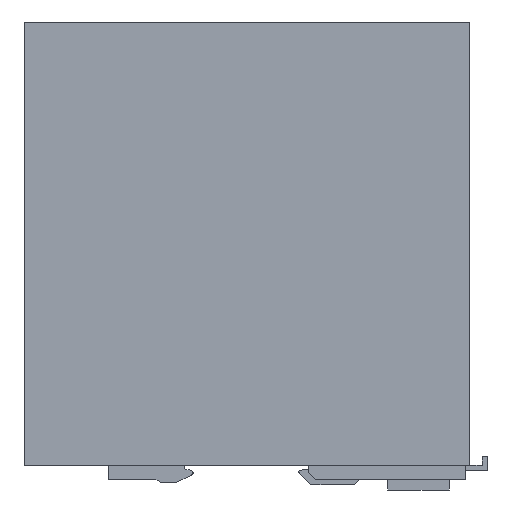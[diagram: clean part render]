
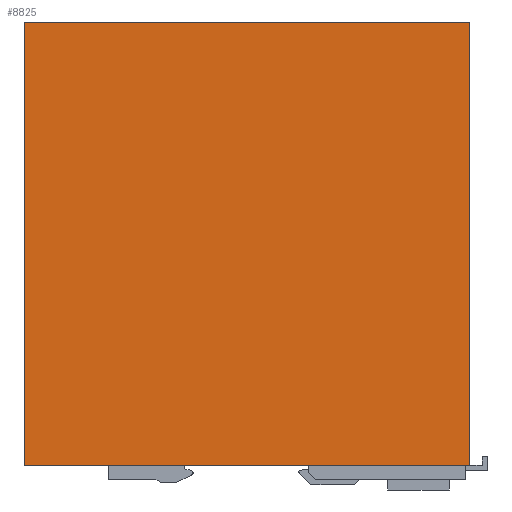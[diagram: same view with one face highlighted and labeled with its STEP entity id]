
A CAD part, left-side view. The second image highlights one B-rep face of the part: STEP entity #8825.
In plain terms, the highlighted planar face has unit normal (-1, 0, 0).
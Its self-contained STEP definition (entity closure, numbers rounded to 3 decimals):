
#1715 = CARTESIAN_POINT ( 'NONE',  ( -20., -63.5, -126.5 ) ) ;
#1896 = VERTEX_POINT ( 'NONE', #3865 ) ;
#2642 = CARTESIAN_POINT ( 'NONE',  ( -20., -63.5, 0. ) ) ;
#3498 = VECTOR ( 'NONE', #9704, 1000. ) ;
#3865 = CARTESIAN_POINT ( 'NONE',  ( -20., -63.5, 0. ) ) ;
#4258 = EDGE_CURVE ( 'NONE', #17692, #1896, #18022, .T. ) ;
#5604 = VECTOR ( 'NONE', #12148, 1000. ) ;
#6598 = EDGE_CURVE ( 'NONE', #21066, #9595, #16186, .T. ) ;
#6753 = CARTESIAN_POINT ( 'NONE',  ( -20., 0., 0. ) ) ;
#7087 = LINE ( 'NONE', #6753, #5604 ) ;
#7543 = CARTESIAN_POINT ( 'NONE',  ( -20., 63.5, 0. ) ) ;
#7762 = DIRECTION ( 'NONE',  ( 0., 0., -1. ) ) ;
#8179 = ORIENTED_EDGE ( 'NONE', *, *, #18827, .T. ) ;
#8546 = DIRECTION ( 'NONE',  ( 1., 0., 0. ) ) ;
#8651 = PLANE ( 'NONE',  #21852 ) ;
#8746 = VECTOR ( 'NONE', #19825, 1000. ) ;
#8825 = ADVANCED_FACE ( 'NONE', ( #9894 ), #8651, .F. ) ;
#9595 = VERTEX_POINT ( 'NONE', #22168 ) ;
#9704 = DIRECTION ( 'NONE',  ( 0., 0., 1. ) ) ;
#9894 = FACE_OUTER_BOUND ( 'NONE', #12996, .T. ) ;
#11513 = CARTESIAN_POINT ( 'NONE',  ( -20., 0., -126.5 ) ) ;
#12148 = DIRECTION ( 'NONE',  ( 0., 1., 0. ) ) ;
#12996 = EDGE_LOOP ( 'NONE', ( #8179, #13561, #13673, #18459 ) ) ;
#13333 = CARTESIAN_POINT ( 'NONE',  ( -20., 63.5, 0. ) ) ;
#13483 = CARTESIAN_POINT ( 'NONE',  ( -20., 0., 0. ) ) ;
#13561 = ORIENTED_EDGE ( 'NONE', *, *, #4258, .T. ) ;
#13673 = ORIENTED_EDGE ( 'NONE', *, *, #21871, .T. ) ;
#15507 = DIRECTION ( 'NONE',  ( 0., 0., -1. ) ) ;
#16186 = LINE ( 'NONE', #7543, #21853 ) ;
#17692 = VERTEX_POINT ( 'NONE', #1715 ) ;
#18022 = LINE ( 'NONE', #2642, #3498 ) ;
#18459 = ORIENTED_EDGE ( 'NONE', *, *, #6598, .T. ) ;
#18827 = EDGE_CURVE ( 'NONE', #9595, #17692, #20049, .T. ) ;
#19825 = DIRECTION ( 'NONE',  ( 0., -1., 0. ) ) ;
#20049 = LINE ( 'NONE', #11513, #8746 ) ;
#21066 = VERTEX_POINT ( 'NONE', #13333 ) ;
#21852 = AXIS2_PLACEMENT_3D ( 'NONE', #13483, #8546, #15507 ) ;
#21853 = VECTOR ( 'NONE', #7762, 1000. ) ;
#21871 = EDGE_CURVE ( 'NONE', #1896, #21066, #7087, .T. ) ;
#22168 = CARTESIAN_POINT ( 'NONE',  ( -20., 63.5, -126.5 ) ) ;
